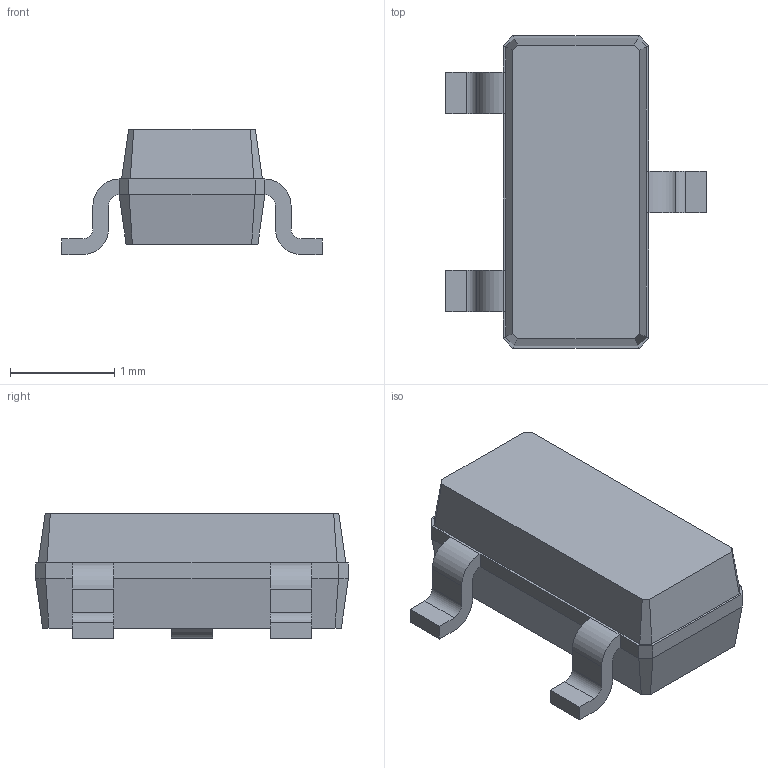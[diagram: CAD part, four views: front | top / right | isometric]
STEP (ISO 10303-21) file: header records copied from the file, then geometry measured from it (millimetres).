
FILE_DESCRIPTION(/* description */ ('model of D_SOT-23'),/* implementation_level */ '2;1');
FILE_NAME(/* name */ 'D_SOT-23.step',/* time_stamp */ '2017-05-08T20:37:47',/* author */ ('kicad StepUp','ksu'),/* organization */ ('FreeCAD'),/* preprocessor_version */ 'OCC',/* originating_system */ 'kicad StepUp',/* authorisation */ '');
FILE_SCHEMA(('AUTOMOTIVE_DESIGN_CC2 { 1 2 10303 214 -1 1 5 4 }'));
Length unit declared in the file: millimetre
Products named in the file (1): D_SOT_23
Bounding box: 2.5 x 3 x 1.2 mm (x, y, z)
Volume: 4.4 mm3; surface area: 19.7 mm2
Topology: 1 solids, 1 shells, 76 faces, 180 edges, 106 vertices
Faces by surface type: plane 37, bspline 27, cylinder 12
Entity records: 2625 total; most frequent: CARTESIAN_POINT 476, ORIENTED_EDGE 360, DIRECTION 272, EDGE_CURVE 180, LINE 124, VECTOR 124, VERTEX_POINT 106, ADVANCED_FACE 76
